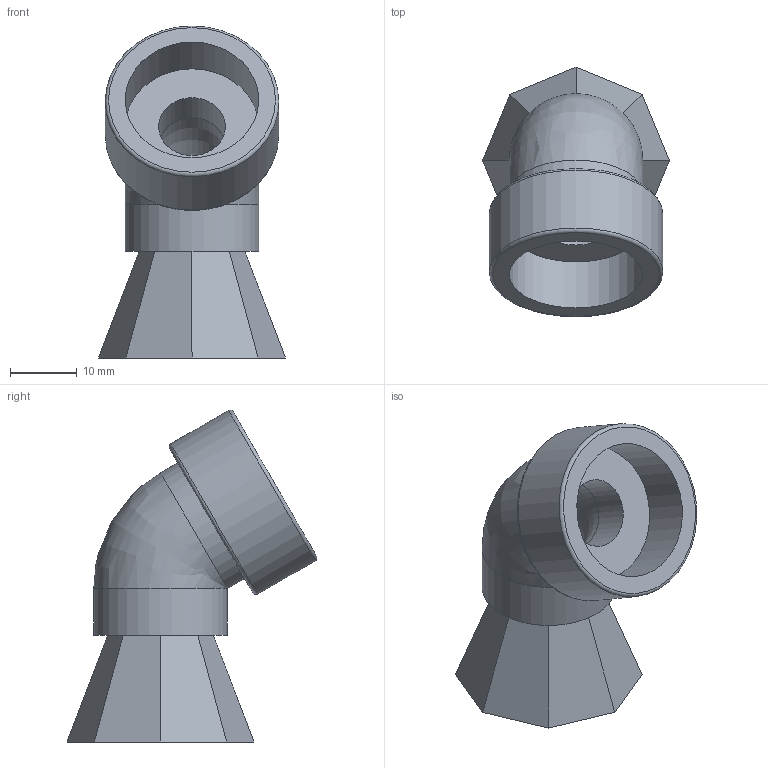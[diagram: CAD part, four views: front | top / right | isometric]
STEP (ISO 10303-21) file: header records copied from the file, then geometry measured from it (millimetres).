
FILE_DESCRIPTION(/* description */ (''),/* implementation_level */ '2;1');
FILE_NAME(/* name */ 'horn-base-adapter.step',/* time_stamp */ '2022-09-14T23:05:53-04:00',/* author */ (''),/* organization */ (''),/* preprocessor_version */ 'ST-DEVELOPER v19',/* originating_system */ 'Autodesk Translation Framework v11.7.0.108',/* authorisation */ '');
FILE_SCHEMA (('AUTOMOTIVE_DESIGN { 1 0 10303 214 3 1 1 }'));
Length unit declared in the file: millimetre
Products named in the file (1): horn-base-adapter
Bounding box: 28 x 37.44 x 49.74 mm (x, y, z)
Volume: 12287.3 mm3; surface area: 6313.8 mm2
Topology: 1 solids, 1 shells, 23 faces, 55 edges, 35 vertices
Faces by surface type: plane 13, cylinder 6, torus 3, bspline 1
Full cylindrical faces by diameter (mm): 10 x2, 20 x3, 26 x1
Entity records: 721 total; most frequent: CARTESIAN_POINT 138, DIRECTION 122, ORIENTED_EDGE 106, EDGE_CURVE 53, AXIS2_PLACEMENT_3D 46, VERTEX_POINT 35, LINE 30, VECTOR 30
